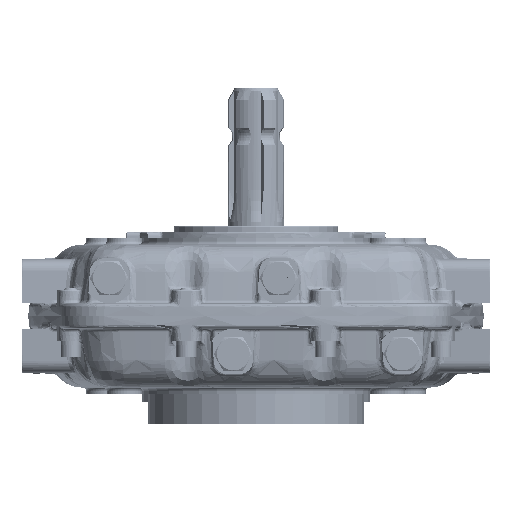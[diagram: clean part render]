
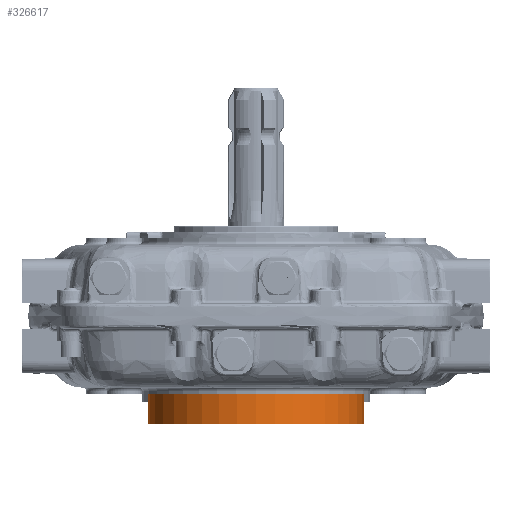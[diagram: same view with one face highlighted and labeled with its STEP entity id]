
A CAD part, front view. The second image highlights one B-rep face of the part: STEP entity #326617.
In plain terms, the highlighted cylindrical face has radius 85 mm (diameter 170 mm), a partial arc.
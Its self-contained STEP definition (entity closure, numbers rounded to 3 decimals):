
#3116 = CARTESIAN_POINT ( 'NONE',  ( -85., 0., -1.5 ) ) ;
#36998 = VERTEX_POINT ( 'NONE', #144614 ) ;
#37110 = DIRECTION ( 'NONE',  ( 0., 0., -1. ) ) ;
#37720 = VERTEX_POINT ( 'NONE', #274383 ) ;
#50612 = DIRECTION ( 'NONE',  ( 0., 0., 1. ) ) ;
#53120 = CARTESIAN_POINT ( 'NONE',  ( -85., 0., -26.5 ) ) ;
#63106 = VERTEX_POINT ( 'NONE', #263956 ) ;
#78005 = AXIS2_PLACEMENT_3D ( 'NONE', #208951, #37110, #237771 ) ;
#82017 = DIRECTION ( 'NONE',  ( 0., 0., 1. ) ) ;
#100943 = CIRCLE ( 'NONE', #78005, 85. ) ;
#115798 = VERTEX_POINT ( 'NONE', #3116 ) ;
#119062 = VECTOR ( 'NONE', #50612, 1000. ) ;
#122164 = ORIENTED_EDGE ( 'NONE', *, *, #176480, .T. ) ;
#122743 = DIRECTION ( 'NONE',  ( 0., 0., -1. ) ) ;
#144614 = CARTESIAN_POINT ( 'NONE',  ( 85., 0., -1.5 ) ) ;
#146988 = ORIENTED_EDGE ( 'NONE', *, *, #215617, .T. ) ;
#150965 = EDGE_CURVE ( 'NONE', #63106, #37720, #100943, .T. ) ;
#175753 = VECTOR ( 'NONE', #82017, 1000. ) ;
#176480 = EDGE_CURVE ( 'NONE', #36998, #115798, #197944, .T. ) ;
#197944 = CIRCLE ( 'NONE', #316609, 85. ) ;
#208951 = CARTESIAN_POINT ( 'NONE',  ( 0., 0., -25. ) ) ;
#209678 = DIRECTION ( 'NONE',  ( 0., 0., 1. ) ) ;
#215617 = EDGE_CURVE ( 'NONE', #63106, #36998, #280630, .T. ) ;
#222373 = CARTESIAN_POINT ( 'NONE',  ( 85., 0., -26.5 ) ) ;
#237771 = DIRECTION ( 'NONE',  ( -1., 0., 0. ) ) ;
#238507 = CARTESIAN_POINT ( 'NONE',  ( 0., 0., -26.5 ) ) ;
#240986 = DIRECTION ( 'NONE',  ( 1., 0., 0. ) ) ;
#241080 = ORIENTED_EDGE ( 'NONE', *, *, #263407, .F. ) ;
#252070 = LINE ( 'NONE', #53120, #175753 ) ;
#263407 = EDGE_CURVE ( 'NONE', #37720, #115798, #252070, .T. ) ;
#263956 = CARTESIAN_POINT ( 'NONE',  ( 85., 0., -25. ) ) ;
#274383 = CARTESIAN_POINT ( 'NONE',  ( -85., 0., -25. ) ) ;
#280630 = LINE ( 'NONE', #222373, #119062 ) ;
#292973 = CYLINDRICAL_SURFACE ( 'NONE', #362103, 85. ) ;
#294558 = CARTESIAN_POINT ( 'NONE',  ( 0., 0., -1.5 ) ) ;
#316609 = AXIS2_PLACEMENT_3D ( 'NONE', #294558, #122743, #323416 ) ;
#319483 = EDGE_LOOP ( 'NONE', ( #241080, #357223, #146988, #122164 ) ) ;
#323416 = DIRECTION ( 'NONE',  ( -1., 0., 0. ) ) ;
#326617 = ADVANCED_FACE ( 'NONE', ( #329019 ), #292973, .T. ) ;
#329019 = FACE_OUTER_BOUND ( 'NONE', #319483, .T. ) ;
#357223 = ORIENTED_EDGE ( 'NONE', *, *, #150965, .F. ) ;
#362103 = AXIS2_PLACEMENT_3D ( 'NONE', #238507, #209678, #240986 ) ;
